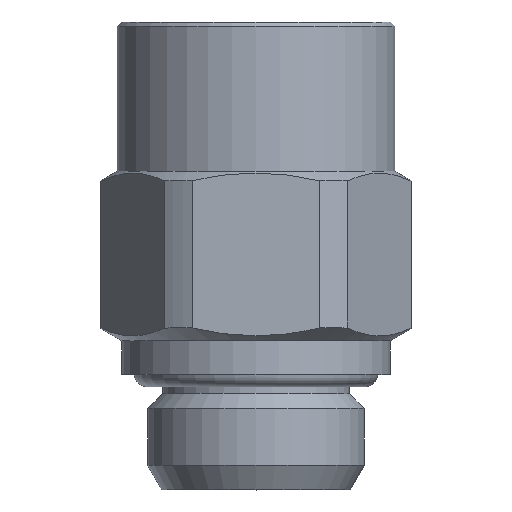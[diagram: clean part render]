
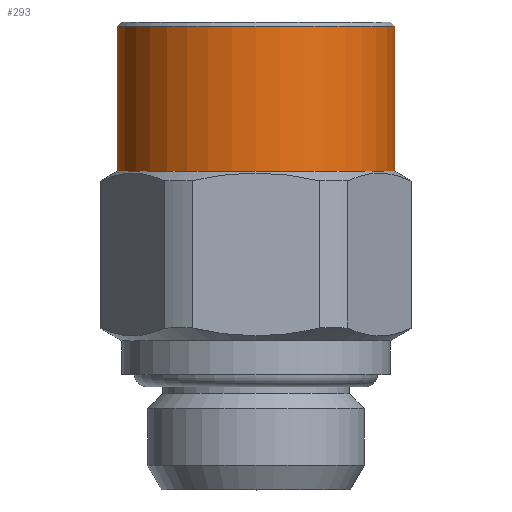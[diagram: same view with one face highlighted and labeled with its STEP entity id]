
A CAD part, top view. The second image highlights one B-rep face of the part: STEP entity #293.
In plain terms, the highlighted cylindrical face has radius 10.25 mm (diameter 20.5 mm), a full revolution.
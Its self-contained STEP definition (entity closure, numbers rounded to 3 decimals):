
#293 = ADVANCED_FACE( 'NONE', ( #722, #723 ), #724, .T. );
#722 = FACE_OUTER_BOUND( '', #1692, .T. );
#723 = FACE_OUTER_BOUND( '', #1693, .T. );
#724 = CYLINDRICAL_SURFACE( '', #1694, 10.25 );
#1692 = EDGE_LOOP( '', ( #4053 ) );
#1693 = EDGE_LOOP( '', ( #4054 ) );
#1694 = AXIS2_PLACEMENT_3D( '', #4055, #4056, #4057 );
#4053 = ORIENTED_EDGE( '', *, *, #5308, .F. );
#4054 = ORIENTED_EDGE( '', *, *, #5329, .T. );
#4055 = CARTESIAN_POINT( '', ( 0., 0., 0. ) );
#4056 = DIRECTION( '', ( 0., 1., 0. ) );
#4057 = DIRECTION( '', ( 0., 0., -1. ) );
#5308 = EDGE_CURVE( 'NONE', #6076, #6076, #6077, .T. );
#5329 = EDGE_CURVE( 'NONE', #6109, #6109, #6110, .T. );
#6076 = VERTEX_POINT( '', #7693 );
#6077 = CIRCLE( '', #7694, 10.25 );
#6109 = VERTEX_POINT( '', #7860 );
#6110 = CIRCLE( '', #7861, 10.25 );
#7693 = CARTESIAN_POINT( '', ( 0., 23.5, -10.25 ) );
#7694 = AXIS2_PLACEMENT_3D( '', #9946, #9947, #9948 );
#7860 = CARTESIAN_POINT( '', ( 0., 34.2, -10.25 ) );
#7861 = AXIS2_PLACEMENT_3D( '', #9957, #9958, #9959 );
#9946 = CARTESIAN_POINT( '', ( 0., 23.5, 0. ) );
#9947 = DIRECTION( '', ( 0., -1., 0. ) );
#9948 = DIRECTION( '', ( 0., 0., -1. ) );
#9957 = CARTESIAN_POINT( '', ( 0., 34.2, 0. ) );
#9958 = DIRECTION( '', ( 0., -1., 0. ) );
#9959 = DIRECTION( '', ( 0., 0., -1. ) );
